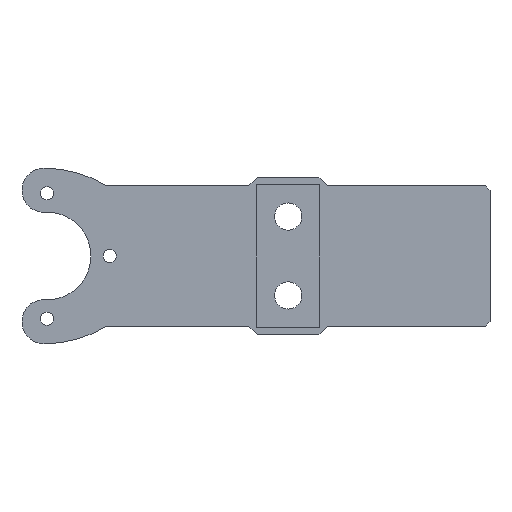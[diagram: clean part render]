
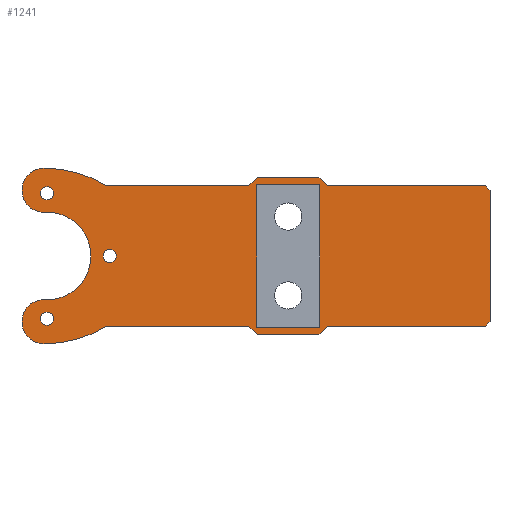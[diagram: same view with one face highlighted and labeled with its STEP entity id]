
A CAD part, front view. The second image highlights one B-rep face of the part: STEP entity #1241.
In plain terms, the highlighted planar face has unit normal (0, -1, 0).
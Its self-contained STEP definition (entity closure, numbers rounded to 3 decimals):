
#21=FACE_BOUND('',#472,.T.);
#22=FACE_BOUND('',#473,.T.);
#23=FACE_BOUND('',#474,.T.);
#24=FACE_BOUND('',#475,.T.);
#73=LINE('',#1836,#201);
#79=LINE('',#1850,#207);
#87=LINE('',#1881,#215);
#92=LINE('',#1891,#220);
#93=LINE('',#1894,#221);
#108=LINE('',#1932,#236);
#138=LINE('',#1990,#266);
#139=LINE('',#1992,#267);
#140=LINE('',#1994,#268);
#141=LINE('',#1995,#269);
#142=LINE('',#2001,#270);
#143=LINE('',#2005,#271);
#144=LINE('',#2010,#272);
#145=LINE('',#2012,#273);
#146=LINE('',#2013,#274);
#147=LINE('',#2016,#275);
#148=LINE('',#2018,#276);
#149=LINE('',#2020,#277);
#150=LINE('',#2021,#278);
#201=VECTOR('',#1454,10.);
#207=VECTOR('',#1468,10.);
#215=VECTOR('',#1498,10.);
#220=VECTOR('',#1505,10.);
#221=VECTOR('',#1508,10.);
#236=VECTOR('',#1549,10.);
#266=VECTOR('',#1603,10.);
#267=VECTOR('',#1604,10.);
#268=VECTOR('',#1605,10.);
#269=VECTOR('',#1606,10.);
#270=VECTOR('',#1611,10.);
#271=VECTOR('',#1614,10.);
#272=VECTOR('',#1619,10.);
#273=VECTOR('',#1620,10.);
#274=VECTOR('',#1621,10.);
#275=VECTOR('',#1622,10.);
#276=VECTOR('',#1623,10.);
#277=VECTOR('',#1624,10.);
#278=VECTOR('',#1625,10.);
#337=PLANE('',#1346);
#395=FACE_OUTER_BOUND('',#471,.T.);
#471=EDGE_LOOP('',(#1015,#1016,#1017,#1018,#1019,#1020,#1021,#1022,#1023,
#1024,#1025,#1026,#1027,#1028,#1029,#1030,#1031,#1032,#1033,#1034));
#472=EDGE_LOOP('',(#1035,#1036,#1037,#1038));
#473=EDGE_LOOP('',(#1039));
#474=EDGE_LOOP('',(#1040));
#475=EDGE_LOOP('',(#1041));
#543=CIRCLE('',#1347,13.708);
#544=CIRCLE('',#1348,2.516);
#545=CIRCLE('',#1349,5.);
#546=CIRCLE('',#1350,2.516);
#547=CIRCLE('',#1351,13.708);
#548=CIRCLE('',#1352,0.75);
#549=CIRCLE('',#1353,0.75);
#550=CIRCLE('',#1354,0.75);
#590=VERTEX_POINT('',#1833);
#591=VERTEX_POINT('',#1835);
#594=VERTEX_POINT('',#1847);
#595=VERTEX_POINT('',#1849);
#606=VERTEX_POINT('',#1878);
#607=VERTEX_POINT('',#1880);
#608=VERTEX_POINT('',#1884);
#611=VERTEX_POINT('',#1889);
#612=VERTEX_POINT('',#1893);
#638=VERTEX_POINT('',#1989);
#639=VERTEX_POINT('',#1991);
#640=VERTEX_POINT('',#1993);
#641=VERTEX_POINT('',#1996);
#642=VERTEX_POINT('',#1998);
#643=VERTEX_POINT('',#2000);
#644=VERTEX_POINT('',#2002);
#645=VERTEX_POINT('',#2004);
#646=VERTEX_POINT('',#2006);
#647=VERTEX_POINT('',#2009);
#648=VERTEX_POINT('',#2011);
#649=VERTEX_POINT('',#2014);
#650=VERTEX_POINT('',#2015);
#651=VERTEX_POINT('',#2017);
#652=VERTEX_POINT('',#2019);
#653=VERTEX_POINT('',#2022);
#654=VERTEX_POINT('',#2024);
#655=VERTEX_POINT('',#2026);
#705=EDGE_CURVE('',#591,#590,#73,.T.);
#712=EDGE_CURVE('',#595,#594,#79,.T.);
#726=EDGE_CURVE('',#607,#606,#87,.T.);
#731=EDGE_CURVE('',#608,#611,#92,.T.);
#732=EDGE_CURVE('',#612,#608,#93,.T.);
#753=EDGE_CURVE('',#606,#612,#108,.T.);
#783=EDGE_CURVE('',#611,#638,#138,.T.);
#784=EDGE_CURVE('',#639,#638,#139,.T.);
#785=EDGE_CURVE('',#639,#640,#140,.T.);
#786=EDGE_CURVE('',#640,#591,#141,.T.);
#787=EDGE_CURVE('',#590,#641,#543,.T.);
#788=EDGE_CURVE('',#641,#642,#544,.T.);
#789=EDGE_CURVE('',#642,#643,#142,.T.);
#790=EDGE_CURVE('',#643,#644,#545,.T.);
#791=EDGE_CURVE('',#644,#645,#143,.T.);
#792=EDGE_CURVE('',#645,#646,#546,.T.);
#793=EDGE_CURVE('',#646,#595,#547,.T.);
#794=EDGE_CURVE('',#647,#594,#144,.T.);
#795=EDGE_CURVE('',#648,#647,#145,.T.);
#796=EDGE_CURVE('',#648,#607,#146,.T.);
#797=EDGE_CURVE('',#649,#650,#147,.T.);
#798=EDGE_CURVE('',#650,#651,#148,.T.);
#799=EDGE_CURVE('',#651,#652,#149,.T.);
#800=EDGE_CURVE('',#652,#649,#150,.T.);
#801=EDGE_CURVE('',#653,#653,#548,.F.);
#802=EDGE_CURVE('',#654,#654,#549,.F.);
#803=EDGE_CURVE('',#655,#655,#550,.T.);
#1015=ORIENTED_EDGE('',*,*,#731,.T.);
#1016=ORIENTED_EDGE('',*,*,#783,.T.);
#1017=ORIENTED_EDGE('',*,*,#784,.F.);
#1018=ORIENTED_EDGE('',*,*,#785,.T.);
#1019=ORIENTED_EDGE('',*,*,#786,.T.);
#1020=ORIENTED_EDGE('',*,*,#705,.T.);
#1021=ORIENTED_EDGE('',*,*,#787,.T.);
#1022=ORIENTED_EDGE('',*,*,#788,.T.);
#1023=ORIENTED_EDGE('',*,*,#789,.T.);
#1024=ORIENTED_EDGE('',*,*,#790,.T.);
#1025=ORIENTED_EDGE('',*,*,#791,.T.);
#1026=ORIENTED_EDGE('',*,*,#792,.T.);
#1027=ORIENTED_EDGE('',*,*,#793,.T.);
#1028=ORIENTED_EDGE('',*,*,#712,.T.);
#1029=ORIENTED_EDGE('',*,*,#794,.F.);
#1030=ORIENTED_EDGE('',*,*,#795,.F.);
#1031=ORIENTED_EDGE('',*,*,#796,.T.);
#1032=ORIENTED_EDGE('',*,*,#726,.T.);
#1033=ORIENTED_EDGE('',*,*,#753,.T.);
#1034=ORIENTED_EDGE('',*,*,#732,.T.);
#1035=ORIENTED_EDGE('',*,*,#797,.T.);
#1036=ORIENTED_EDGE('',*,*,#798,.T.);
#1037=ORIENTED_EDGE('',*,*,#799,.T.);
#1038=ORIENTED_EDGE('',*,*,#800,.T.);
#1039=ORIENTED_EDGE('',*,*,#801,.T.);
#1040=ORIENTED_EDGE('',*,*,#802,.T.);
#1041=ORIENTED_EDGE('',*,*,#803,.T.);
#1241=ADVANCED_FACE('',(#395,#21,#22,#23,#24),#337,.T.);
#1346=AXIS2_PLACEMENT_3D('',#1988,#1601,#1602);
#1347=AXIS2_PLACEMENT_3D('',#1997,#1607,#1608);
#1348=AXIS2_PLACEMENT_3D('',#1999,#1609,#1610);
#1349=AXIS2_PLACEMENT_3D('',#2003,#1612,#1613);
#1350=AXIS2_PLACEMENT_3D('',#2007,#1615,#1616);
#1351=AXIS2_PLACEMENT_3D('',#2008,#1617,#1618);
#1352=AXIS2_PLACEMENT_3D('',#2023,#1626,#1627);
#1353=AXIS2_PLACEMENT_3D('',#2025,#1628,#1629);
#1354=AXIS2_PLACEMENT_3D('',#2027,#1630,#1631);
#1454=DIRECTION('',(-1.,0.,0.));
#1468=DIRECTION('',(1.,0.,0.));
#1498=DIRECTION('',(1.,0.,0.));
#1505=DIRECTION('',(-0.707,0.,0.707));
#1508=DIRECTION('',(0.,0.,1.));
#1549=DIRECTION('',(0.707,0.,0.707));
#1601=DIRECTION('center_axis',(0.,-1.,0.));
#1602=DIRECTION('ref_axis',(1.,0.,0.));
#1603=DIRECTION('',(-1.,0.,0.));
#1604=DIRECTION('',(0.707,0.,-0.707));
#1605=DIRECTION('',(-1.,0.,0.));
#1606=DIRECTION('',(-0.707,0.,-0.707));
#1607=DIRECTION('center_axis',(0.,-1.,0.));
#1608=DIRECTION('ref_axis',(0.,0.,1.));
#1609=DIRECTION('center_axis',(0.,-1.,0.));
#1610=DIRECTION('ref_axis',(0.136,0.,-0.991));
#1611=DIRECTION('',(1.,0.,0.));
#1612=DIRECTION('center_axis',(0.,1.,0.));
#1613=DIRECTION('ref_axis',(0.,0.,1.));
#1614=DIRECTION('',(-1.,0.,0.));
#1615=DIRECTION('center_axis',(0.,-1.,0.));
#1616=DIRECTION('ref_axis',(0.,0.,-1.));
#1617=DIRECTION('center_axis',(0.,-1.,0.));
#1618=DIRECTION('ref_axis',(0.521,0.,-0.854));
#1619=DIRECTION('',(-0.707,0.,0.707));
#1620=DIRECTION('',(-1.,0.,0.));
#1621=DIRECTION('',(0.707,0.,0.707));
#1622=DIRECTION('',(-1.,0.,0.));
#1623=DIRECTION('',(0.,0.,1.));
#1624=DIRECTION('',(1.,0.,0.));
#1625=DIRECTION('',(0.,0.,-1.));
#1626=DIRECTION('center_axis',(0.,-1.,0.));
#1627=DIRECTION('ref_axis',(-1.,0.,0.));
#1628=DIRECTION('center_axis',(0.,-1.,0.));
#1629=DIRECTION('ref_axis',(-1.,0.,0.));
#1630=DIRECTION('center_axis',(0.,1.,0.));
#1631=DIRECTION('ref_axis',(-1.,0.,0.));
#1833=CARTESIAN_POINT('',(11.801,-4.,16.));
#1835=CARTESIAN_POINT('',(28.,-4.,16.));
#1836=CARTESIAN_POINT('',(26.5,-4.,16.));
#1847=CARTESIAN_POINT('',(28.,-4.,0.));
#1849=CARTESIAN_POINT('',(11.801,-4.,0.));
#1850=CARTESIAN_POINT('',(27.963,-4.,0.));
#1878=CARTESIAN_POINT('',(55.,-4.,0.));
#1880=CARTESIAN_POINT('',(37.,-4.,0.));
#1881=CARTESIAN_POINT('',(27.963,-4.,0.));
#1884=CARTESIAN_POINT('',(55.5,-4.,15.5));
#1889=CARTESIAN_POINT('',(55.,-4.,16.));
#1891=CARTESIAN_POINT('',(45.375,-4.,25.625));
#1893=CARTESIAN_POINT('',(55.5,-4.,0.5));
#1894=CARTESIAN_POINT('',(55.5,-4.,0.));
#1932=CARTESIAN_POINT('',(41.375,-4.,-13.625));
#1988=CARTESIAN_POINT('Origin',(0.,-4.,0.));
#1989=CARTESIAN_POINT('',(37.,-4.,16.));
#1990=CARTESIAN_POINT('',(26.5,-4.,16.));
#1991=CARTESIAN_POINT('',(36.,-4.,17.));
#1992=CARTESIAN_POINT('',(36.,-4.,17.));
#1993=CARTESIAN_POINT('',(29.,-4.,17.));
#1994=CARTESIAN_POINT('',(36.,-4.,17.));
#1995=CARTESIAN_POINT('',(29.,-4.,17.));
#1996=CARTESIAN_POINT('',(4.658,-4.,18.008));
#1997=CARTESIAN_POINT('Origin',(4.658,-4.,4.3));
#1998=CARTESIAN_POINT('',(4.315,-4.,13.));
#1999=CARTESIAN_POINT('Origin',(4.658,-4.,15.492));
#2000=CARTESIAN_POINT('',(5.,-4.,13.));
#2001=CARTESIAN_POINT('',(5.,-4.,13.));
#2002=CARTESIAN_POINT('',(5.,-4.,3.));
#2003=CARTESIAN_POINT('Origin',(5.,-4.,8.));
#2004=CARTESIAN_POINT('',(4.315,-4.,3.));
#2005=CARTESIAN_POINT('',(5.,-4.,3.));
#2006=CARTESIAN_POINT('',(4.658,-4.,-2.008));
#2007=CARTESIAN_POINT('Origin',(4.658,-4.,0.508));
#2008=CARTESIAN_POINT('Origin',(4.658,-4.,11.7));
#2009=CARTESIAN_POINT('',(29.,-4.,-1.));
#2010=CARTESIAN_POINT('',(29.,-4.,-1.));
#2011=CARTESIAN_POINT('',(36.,-4.,-1.));
#2012=CARTESIAN_POINT('',(36.,-4.,-1.));
#2013=CARTESIAN_POINT('',(36.,-4.,-1.));
#2014=CARTESIAN_POINT('',(36.1,-4.,-0.1));
#2015=CARTESIAN_POINT('',(28.9,-4.,-0.1));
#2016=CARTESIAN_POINT('',(18.05,-4.,-0.1));
#2017=CARTESIAN_POINT('',(28.9,-4.,16.1));
#2018=CARTESIAN_POINT('',(28.9,-4.,-0.05));
#2019=CARTESIAN_POINT('',(36.1,-4.,16.1));
#2020=CARTESIAN_POINT('',(14.45,-4.,16.1));
#2021=CARTESIAN_POINT('',(36.1,-4.,8.05));
#2022=CARTESIAN_POINT('',(5.75,-4.,15.15));
#2023=CARTESIAN_POINT('Origin',(5.,-4.,15.15));
#2024=CARTESIAN_POINT('',(5.75,-4.,0.85));
#2025=CARTESIAN_POINT('Origin',(5.,-4.,0.85));
#2026=CARTESIAN_POINT('',(12.9,-4.,8.));
#2027=CARTESIAN_POINT('Origin',(12.15,-4.,8.));
